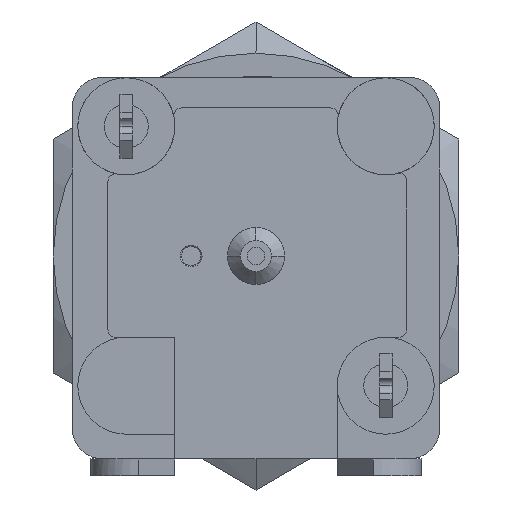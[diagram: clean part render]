
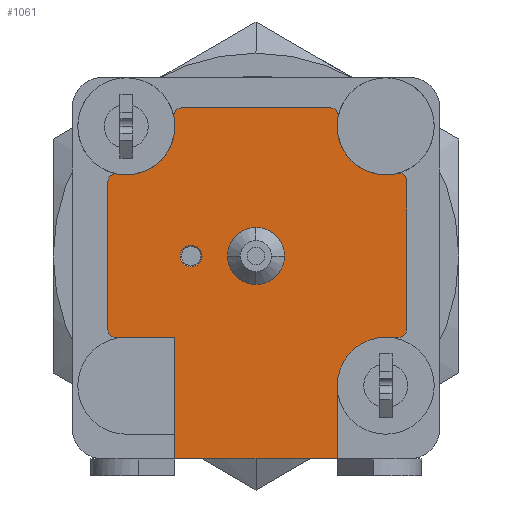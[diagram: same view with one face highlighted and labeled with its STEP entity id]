
A CAD part, left-side view. The second image highlights one B-rep face of the part: STEP entity #1061.
In plain terms, the highlighted planar face has unit normal (-1, 0, 0).
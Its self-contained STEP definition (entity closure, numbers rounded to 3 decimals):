
#1061=ADVANCED_FACE('',(#2742,#2743,#2744),#2745,.T.);
#2742=FACE_BOUND('',#5070,.T.);
#2743=FACE_OUTER_BOUND('',#5071,.T.);
#2744=FACE_BOUND('',#5072,.T.);
#2745=PLANE('',#5073);
#5070=EDGE_LOOP('',(#21115,#21116,#21117,#21118));
#5071=EDGE_LOOP('',(#21119,#21120,#21121,#21122,#21123,#21124,#21125,#21126,#21127,#21128,#21129,#21130,#21131,#21132,#21133,#21134,#21135,#21136,#21137));
#5072=EDGE_LOOP('',(#21138,#21139));
#5073=AXIS2_PLACEMENT_3D('',#21140,#21141,#21142);
#21115=ORIENTED_EDGE('',*,*,#27177,.T.);
#21116=ORIENTED_EDGE('',*,*,#26882,.T.);
#21117=ORIENTED_EDGE('',*,*,#26885,.T.);
#21118=ORIENTED_EDGE('',*,*,#27175,.T.);
#21119=ORIENTED_EDGE('',*,*,#27313,.T.);
#21120=ORIENTED_EDGE('',*,*,#27314,.T.);
#21121=ORIENTED_EDGE('',*,*,#27315,.F.);
#21122=ORIENTED_EDGE('',*,*,#27316,.F.);
#21123=ORIENTED_EDGE('',*,*,#27317,.T.);
#21124=ORIENTED_EDGE('',*,*,#27318,.T.);
#21125=ORIENTED_EDGE('',*,*,#27319,.T.);
#21126=ORIENTED_EDGE('',*,*,#27320,.T.);
#21127=ORIENTED_EDGE('',*,*,#27321,.T.);
#21128=ORIENTED_EDGE('',*,*,#27322,.F.);
#21129=ORIENTED_EDGE('',*,*,#27323,.T.);
#21130=ORIENTED_EDGE('',*,*,#27324,.T.);
#21131=ORIENTED_EDGE('',*,*,#27325,.T.);
#21132=ORIENTED_EDGE('',*,*,#27326,.F.);
#21133=ORIENTED_EDGE('',*,*,#27327,.T.);
#21134=ORIENTED_EDGE('',*,*,#27328,.T.);
#21135=ORIENTED_EDGE('',*,*,#27329,.F.);
#21136=ORIENTED_EDGE('',*,*,#27330,.F.);
#21137=ORIENTED_EDGE('',*,*,#27331,.T.);
#21138=ORIENTED_EDGE('',*,*,#27172,.F.);
#21139=ORIENTED_EDGE('',*,*,#27168,.F.);
#21140=CARTESIAN_POINT('',(1.328,0.,0.));
#21141=DIRECTION('',(-1.0,0.0,0.0));
#21142=DIRECTION('',(0.0,1.0,0.0));
#26882=EDGE_CURVE('',#29905,#29909,#29911,.T.);
#26885=EDGE_CURVE('',#29909,#29913,#29916,.T.);
#27168=EDGE_CURVE('',#30336,#30337,#30338,.T.);
#27172=EDGE_CURVE('',#30337,#30336,#30342,.T.);
#27175=EDGE_CURVE('',#29913,#30344,#30346,.T.);
#27177=EDGE_CURVE('',#30344,#29905,#30348,.T.);
#27313=EDGE_CURVE('',#30556,#30557,#30558,.F.);
#27314=EDGE_CURVE('',#30557,#30559,#30560,.F.);
#27315=EDGE_CURVE('',#30561,#30559,#30562,.F.);
#27316=EDGE_CURVE('',#30563,#30561,#30564,.F.);
#27317=EDGE_CURVE('',#30563,#30565,#30566,.F.);
#27318=EDGE_CURVE('',#30565,#30567,#30568,.F.);
#27319=EDGE_CURVE('',#30567,#30569,#30570,.F.);
#27320=EDGE_CURVE('',#30569,#30571,#30572,.F.);
#27321=EDGE_CURVE('',#30571,#30573,#30574,.F.);
#27322=EDGE_CURVE('',#30575,#30573,#30576,.F.);
#27323=EDGE_CURVE('',#30575,#30577,#30578,.F.);
#27324=EDGE_CURVE('',#30577,#30579,#30580,.T.);
#27325=EDGE_CURVE('',#30579,#30581,#30582,.F.);
#27326=EDGE_CURVE('',#30583,#30581,#30584,.T.);
#27327=EDGE_CURVE('',#30583,#30585,#30586,.T.);
#27328=EDGE_CURVE('',#30585,#30587,#30588,.T.);
#27329=EDGE_CURVE('',#30589,#30587,#30590,.F.);
#27330=EDGE_CURVE('',#30591,#30589,#30592,.F.);
#27331=EDGE_CURVE('',#30591,#30556,#30593,.F.);
#29905=VERTEX_POINT('',#36020);
#29909=VERTEX_POINT('',#36025);
#29911=CIRCLE('',#36028,0.425);
#29913=VERTEX_POINT('',#36030);
#29916=CIRCLE('',#36034,0.425);
#30336=VERTEX_POINT('',#36611);
#30337=VERTEX_POINT('',#36612);
#30338=CIRCLE('',#36613,1.118);
#30342=CIRCLE('',#36619,1.118);
#30344=VERTEX_POINT('',#36621);
#30346=CIRCLE('',#36624,0.425);
#30348=CIRCLE('',#36626,0.425);
#30556=VERTEX_POINT('',#37020);
#30557=VERTEX_POINT('',#37021);
#30558=LINE('',#37022,#37023);
#30559=VERTEX_POINT('',#37024);
#30560=CIRCLE('',#37025,0.3);
#30561=VERTEX_POINT('',#37026);
#30562=CIRCLE('',#37027,1.9);
#30563=VERTEX_POINT('',#37028);
#30564=CIRCLE('',#37029,1.9);
#30565=VERTEX_POINT('',#37030);
#30566=CIRCLE('',#37031,0.3);
#30567=VERTEX_POINT('',#37032);
#30568=LINE('',#37033,#37034);
#30569=VERTEX_POINT('',#37035);
#30570=CIRCLE('',#37036,0.3);
#30571=VERTEX_POINT('',#37037);
#30572=LINE('',#37038,#37039);
#30573=VERTEX_POINT('',#37040);
#30574=LINE('',#37041,#37042);
#30575=VERTEX_POINT('',#37043);
#30576=LINE('',#37044,#37045);
#30577=VERTEX_POINT('',#37046);
#30578=LINE('',#37047,#37048);
#30579=VERTEX_POINT('',#37049);
#30580=CIRCLE('',#37050,1.9);
#30581=VERTEX_POINT('',#37051);
#30582=LINE('',#37052,#37053);
#30583=VERTEX_POINT('',#37054);
#30584=CIRCLE('',#37055,0.3);
#30585=VERTEX_POINT('',#37056);
#30586=LINE('',#37057,#37058);
#30587=VERTEX_POINT('',#37059);
#30588=CIRCLE('',#37060,0.3);
#30589=VERTEX_POINT('',#37061);
#30590=CIRCLE('',#37062,1.9);
#30591=VERTEX_POINT('',#37063);
#30592=CIRCLE('',#37064,1.9);
#30593=CIRCLE('',#37065,0.3);
#36020=CARTESIAN_POINT('',(1.328,2.965,0.));
#36025=CARTESIAN_POINT('',(1.328,2.203,0.259));
#36028=AXIS2_PLACEMENT_3D('',#48573,#48574,#48575);
#36030=CARTESIAN_POINT('',(1.328,2.115,0.));
#36034=AXIS2_PLACEMENT_3D('',#48577,#48578,#48579);
#36611=CARTESIAN_POINT('',(1.328,-1.118,0.));
#36612=CARTESIAN_POINT('',(1.328,1.118,0.));
#36613=AXIS2_PLACEMENT_3D('',#48929,#48930,#48931);
#36619=AXIS2_PLACEMENT_3D('',#48934,#48935,#48936);
#36621=CARTESIAN_POINT('',(1.328,2.203,-0.259));
#36624=AXIS2_PLACEMENT_3D('',#48938,#48939,#48940);
#36626=AXIS2_PLACEMENT_3D('',#48941,#48942,#48943);
#37020=CARTESIAN_POINT('',(1.328,-2.92,5.8));
#37021=CARTESIAN_POINT('',(1.328,2.92,5.8));
#37022=CARTESIAN_POINT('',(1.328,-2.95,5.8));
#37023=VECTOR('',#49116,1.0);
#37024=CARTESIAN_POINT('',(1.328,3.215,5.443));
#37025=AXIS2_PLACEMENT_3D('',#49117,#49118,#49119);
#37026=CARTESIAN_POINT('',(1.328,5.08,3.18));
#37027=AXIS2_PLACEMENT_3D('',#49120,#49121,#49122);
#37028=CARTESIAN_POINT('',(1.328,5.443,3.215));
#37029=AXIS2_PLACEMENT_3D('',#49123,#49124,#49125);
#37030=CARTESIAN_POINT('',(1.328,5.8,2.92));
#37031=AXIS2_PLACEMENT_3D('',#49126,#49127,#49128);
#37032=CARTESIAN_POINT('',(1.328,5.8,-2.88));
#37033=CARTESIAN_POINT('',(1.328,5.8,2.9));
#37034=VECTOR('',#49129,1.0);
#37035=CARTESIAN_POINT('',(1.328,5.5,-3.18));
#37036=AXIS2_PLACEMENT_3D('',#49130,#49131,#49132);
#37037=CARTESIAN_POINT('',(1.328,3.18,-3.18));
#37038=CARTESIAN_POINT('',(1.328,2.9,-3.18));
#37039=VECTOR('',#49133,1.0);
#37040=CARTESIAN_POINT('',(1.328,3.18,-7.95));
#37041=CARTESIAN_POINT('',(1.328,3.18,-1.59));
#37042=VECTOR('',#49134,1.0);
#37043=CARTESIAN_POINT('',(1.328,-3.18,-7.95));
#37044=CARTESIAN_POINT('',(1.328,0.,-7.95));
#37045=VECTOR('',#49135,1.0);
#37046=CARTESIAN_POINT('',(1.328,-3.18,-5.08));
#37047=CARTESIAN_POINT('',(1.328,-3.18,-3.975));
#37048=VECTOR('',#49136,1.0);
#37049=CARTESIAN_POINT('',(1.328,-5.08,-3.18));
#37050=AXIS2_PLACEMENT_3D('',#49137,#49138,#49139);
#37051=CARTESIAN_POINT('',(1.328,-5.6,-3.18));
#37052=CARTESIAN_POINT('',(1.328,-1.59,-3.18));
#37053=VECTOR('',#49140,1.0);
#37054=CARTESIAN_POINT('',(1.328,-5.9,-2.88));
#37055=AXIS2_PLACEMENT_3D('',#49141,#49142,#49143);
#37056=CARTESIAN_POINT('',(1.328,-5.9,2.942));
#37057=CARTESIAN_POINT('',(1.328,-5.9,-1.59));
#37058=VECTOR('',#49144,1.0);
#37059=CARTESIAN_POINT('',(1.328,-5.529,3.234));
#37060=AXIS2_PLACEMENT_3D('',#49145,#49146,#49147);
#37061=CARTESIAN_POINT('',(1.328,-5.08,3.18));
#37062=AXIS2_PLACEMENT_3D('',#49148,#49149,#49150);
#37063=CARTESIAN_POINT('',(1.328,-3.215,5.443));
#37064=AXIS2_PLACEMENT_3D('',#49151,#49152,#49153);
#37065=AXIS2_PLACEMENT_3D('',#49154,#49155,#49156);
#48573=CARTESIAN_POINT('',(1.328,2.54,0.));
#48574=DIRECTION('',(1.0,0.0,-0.0));
#48575=DIRECTION('',(0.0,-1.0,0.0));
#48577=CARTESIAN_POINT('',(1.328,2.54,0.));
#48578=DIRECTION('',(1.0,0.0,-0.0));
#48579=DIRECTION('',(0.0,-1.0,0.0));
#48929=CARTESIAN_POINT('',(1.328,0.0,0.0));
#48930=DIRECTION('',(-1.0,0.0,0.0));
#48931=DIRECTION('',(0.0,-1.0,0.0));
#48934=CARTESIAN_POINT('',(1.328,0.0,0.0));
#48935=DIRECTION('',(-1.0,0.0,0.0));
#48936=DIRECTION('',(0.0,-1.0,0.0));
#48938=CARTESIAN_POINT('',(1.328,2.54,0.));
#48939=DIRECTION('',(1.0,0.0,-0.0));
#48940=DIRECTION('',(0.0,-1.0,0.0));
#48941=CARTESIAN_POINT('',(1.328,2.54,0.));
#48942=DIRECTION('',(1.0,0.0,-0.0));
#48943=DIRECTION('',(0.0,-1.0,0.0));
#49116=DIRECTION('',(0.0,-1.0,0.0));
#49117=CARTESIAN_POINT('',(1.328,2.92,5.5));
#49118=DIRECTION('',(1.0,0.0,-0.0));
#49119=DIRECTION('',(0.0,0.,1.0));
#49120=CARTESIAN_POINT('',(1.328,5.08,5.08));
#49121=DIRECTION('',(1.0,-0.0,0.0));
#49122=DIRECTION('',(0.0,0.0,-1.0));
#49123=CARTESIAN_POINT('',(1.328,5.08,5.08));
#49124=DIRECTION('',(1.0,-0.0,0.0));
#49125=DIRECTION('',(0.0,0.0,-1.0));
#49126=CARTESIAN_POINT('',(1.328,5.5,2.92));
#49127=DIRECTION('',(1.0,0.0,-0.0));
#49128=DIRECTION('',(0.0,1.0,0.0));
#49129=DIRECTION('',(0.0,-0.0,1.0));
#49130=CARTESIAN_POINT('',(1.328,5.5,-2.88));
#49131=DIRECTION('',(1.0,-0.0,0.0));
#49132=DIRECTION('',(0.0,0.0,-1.0));
#49133=DIRECTION('',(0.0,1.0,0.0));
#49134=DIRECTION('',(0.0,-0.0,1.0));
#49135=DIRECTION('',(-0.0,-1.0,-0.0));
#49136=DIRECTION('',(-0.0,-0.0,-1.0));
#49137=CARTESIAN_POINT('',(1.328,-5.08,-5.08));
#49138=DIRECTION('',(1.0,0.0,-0.0));
#49139=DIRECTION('',(0.0,1.0,0.0));
#49140=DIRECTION('',(0.0,1.0,0.0));
#49141=CARTESIAN_POINT('',(1.328,-5.6,-2.88));
#49142=DIRECTION('',(1.0,0.0,-0.0));
#49143=DIRECTION('',(0.0,-1.0,0.0));
#49144=DIRECTION('',(0.0,0.0,1.0));
#49145=CARTESIAN_POINT('',(1.328,-5.6,2.942));
#49146=DIRECTION('',(-1.0,0.0,0.0));
#49147=DIRECTION('',(0.0,-1.0,0.0));
#49148=CARTESIAN_POINT('',(1.328,-5.08,5.08));
#49149=DIRECTION('',(1.0,-0.0,0.0));
#49150=DIRECTION('',(0.0,0.0,-1.0));
#49151=CARTESIAN_POINT('',(1.328,-5.08,5.08));
#49152=DIRECTION('',(1.0,-0.0,0.0));
#49153=DIRECTION('',(0.0,0.0,-1.0));
#49154=CARTESIAN_POINT('',(1.328,-2.92,5.5));
#49155=DIRECTION('',(1.0,0.0,-0.0));
#49156=DIRECTION('',(0.0,0.0,1.0));
